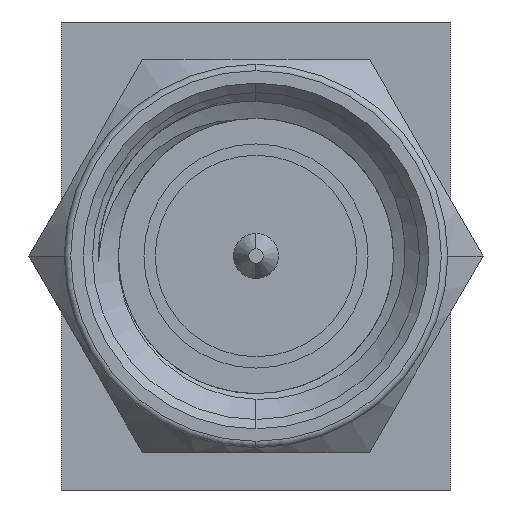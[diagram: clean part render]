
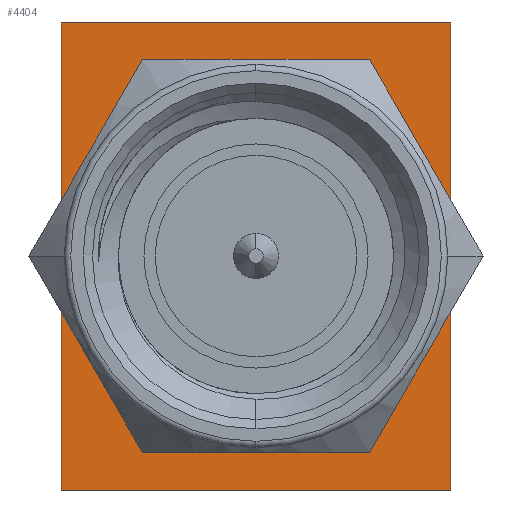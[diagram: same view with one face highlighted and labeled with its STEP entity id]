
A CAD part, left-side view. The second image highlights one B-rep face of the part: STEP entity #4404.
In plain terms, the highlighted planar face has unit normal (-1, 0, 0).
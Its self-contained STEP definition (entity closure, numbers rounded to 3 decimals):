
#6=CARTESIAN_POINT('',(8.32,0.,0.));
#7=DIRECTION('',(1.,0.,0.));
#8=DIRECTION('',(0.,0.,-1.));
#9=AXIS2_PLACEMENT_3D('',#6,#7,#8);
#1790=CARTESIAN_POINT('',(8.32,0.,0.));
#1791=DIRECTION('',(1.,0.,0.));
#1792=DIRECTION('',(0.,0.,1.));
#1793=AXIS2_PLACEMENT_3D('',#1790,#1791,#1792);
#1799=DIRECTION('',(0.,0.,1.));
#1800=VECTOR('',#1799,9.52);
#1801=CARTESIAN_POINT('',(8.32,3.96,-4.76));
#1802=LINE('',#1801,#1800);
#1803=DIRECTION('',(0.,-1.,0.));
#1804=VECTOR('',#1803,7.92);
#1805=CARTESIAN_POINT('',(8.32,3.96,4.76));
#1806=LINE('',#1805,#1804);
#1807=DIRECTION('',(0.,0.,-1.));
#1808=VECTOR('',#1807,9.52);
#1809=CARTESIAN_POINT('',(8.32,-3.96,4.76));
#1810=LINE('',#1809,#1808);
#1811=DIRECTION('',(0.,1.,0.));
#1812=VECTOR('',#1811,7.92);
#1813=CARTESIAN_POINT('',(8.32,-3.96,-4.76));
#1814=LINE('',#1813,#1812);
#2169=CARTESIAN_POINT('',(8.32,3.96,-4.76));
#2170=CARTESIAN_POINT('',(8.32,3.96,4.76));
#2171=VERTEX_POINT('',#2169);
#2172=VERTEX_POINT('',#2170);
#2173=CARTESIAN_POINT('',(8.32,-3.96,4.76));
#2174=VERTEX_POINT('',#2173);
#2175=CARTESIAN_POINT('',(8.32,-3.96,-4.76));
#2176=VERTEX_POINT('',#2175);
#2177=CARTESIAN_POINT('',(8.32,0.,-3.25));
#2178=CARTESIAN_POINT('',(8.32,0.,3.25));
#2179=VERTEX_POINT('',#2177);
#2180=VERTEX_POINT('',#2178);
#4385=CARTESIAN_POINT('',(8.32,0.,0.));
#4386=DIRECTION('',(1.,0.,0.));
#4387=DIRECTION('',(0.,-1.,0.));
#4388=AXIS2_PLACEMENT_3D('',#4385,#4386,#4387);
#4389=PLANE('',#4388);
#4391=ORIENTED_EDGE('',*,*,#4390,.T.);
#4393=ORIENTED_EDGE('',*,*,#4392,.T.);
#4395=ORIENTED_EDGE('',*,*,#4394,.T.);
#4397=ORIENTED_EDGE('',*,*,#4396,.T.);
#4398=EDGE_LOOP('',(#4391,#4393,#4395,#4397));
#4399=FACE_OUTER_BOUND('',#4398,.F.);
#4400=ORIENTED_EDGE('',*,*,#2436,.F.);
#4401=ORIENTED_EDGE('',*,*,#4379,.F.);
#4402=EDGE_LOOP('',(#4400,#4401));
#4403=FACE_BOUND('',#4402,.F.);
#4404=ADVANCED_FACE('',(#4399,#4403),#4389,.F.);
#10=CIRCLE('',#9,3.25);
#1794=CIRCLE('',#1793,3.25);
#2436=EDGE_CURVE('',#2179,#2180,#10,.T.);
#4379=EDGE_CURVE('',#2180,#2179,#1794,.T.);
#4390=EDGE_CURVE('',#2171,#2172,#1802,.T.);
#4392=EDGE_CURVE('',#2172,#2174,#1806,.T.);
#4394=EDGE_CURVE('',#2174,#2176,#1810,.T.);
#4396=EDGE_CURVE('',#2176,#2171,#1814,.T.);
